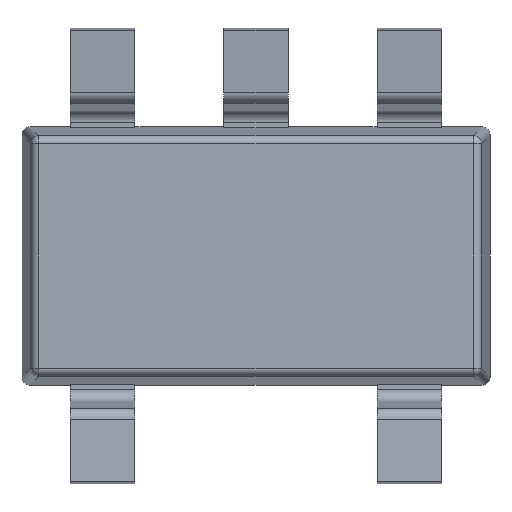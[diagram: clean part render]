
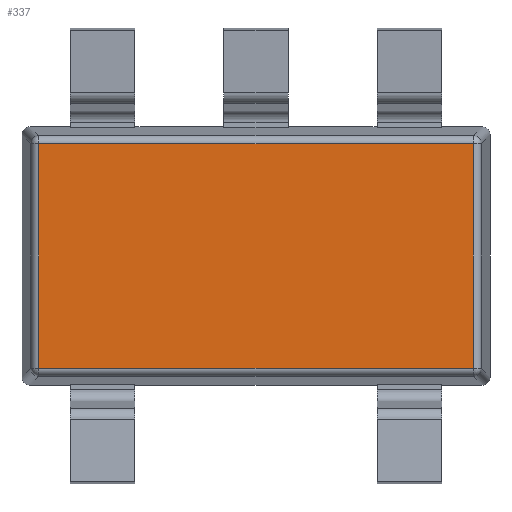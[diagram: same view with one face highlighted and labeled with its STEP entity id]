
A CAD part, front view. The second image highlights one B-rep face of the part: STEP entity #337.
In plain terms, the highlighted planar face has unit normal (0, -1, 0).
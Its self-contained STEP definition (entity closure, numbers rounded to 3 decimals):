
#337 = ADVANCED_FACE('',(#338),#372,.T.);
#338 = FACE_BOUND('',#339,.T.);
#339 = EDGE_LOOP('',(#340,#350,#358,#366));
#340 = ORIENTED_EDGE('',*,*,#341,.T.);
#341 = EDGE_CURVE('',#342,#344,#346,.T.);
#342 = VERTEX_POINT('',#343);
#343 = CARTESIAN_POINT('',(-1.345,0.15,0.695));
#344 = VERTEX_POINT('',#345);
#345 = CARTESIAN_POINT('',(-1.345,0.15,-0.695));
#346 = LINE('',#347,#348);
#347 = CARTESIAN_POINT('',(-1.345,0.15,0.));
#348 = VECTOR('',#349,1.);
#349 = DIRECTION('',(-0.,-0.,-1.));
#350 = ORIENTED_EDGE('',*,*,#351,.T.);
#351 = EDGE_CURVE('',#344,#352,#354,.T.);
#352 = VERTEX_POINT('',#353);
#353 = CARTESIAN_POINT('',(1.345,0.15,-0.695));
#354 = LINE('',#355,#356);
#355 = CARTESIAN_POINT('',(0.,0.15,-0.695));
#356 = VECTOR('',#357,1.);
#357 = DIRECTION('',(1.,0.,0.));
#358 = ORIENTED_EDGE('',*,*,#359,.T.);
#359 = EDGE_CURVE('',#352,#360,#362,.T.);
#360 = VERTEX_POINT('',#361);
#361 = CARTESIAN_POINT('',(1.345,0.15,0.695));
#362 = LINE('',#363,#364);
#363 = CARTESIAN_POINT('',(1.345,0.15,0.));
#364 = VECTOR('',#365,1.);
#365 = DIRECTION('',(0.,0.,1.));
#366 = ORIENTED_EDGE('',*,*,#367,.T.);
#367 = EDGE_CURVE('',#360,#342,#368,.T.);
#368 = LINE('',#369,#370);
#369 = CARTESIAN_POINT('',(0.,0.15,0.695));
#370 = VECTOR('',#371,1.);
#371 = DIRECTION('',(-1.,-0.,-0.));
#372 = PLANE('',#373);
#373 = AXIS2_PLACEMENT_3D('',#374,#375,#376);
#374 = CARTESIAN_POINT('',(0.,0.15,0.));
#375 = DIRECTION('',(0.,-1.,0.));
#376 = DIRECTION('',(0.,0.,-1.));
